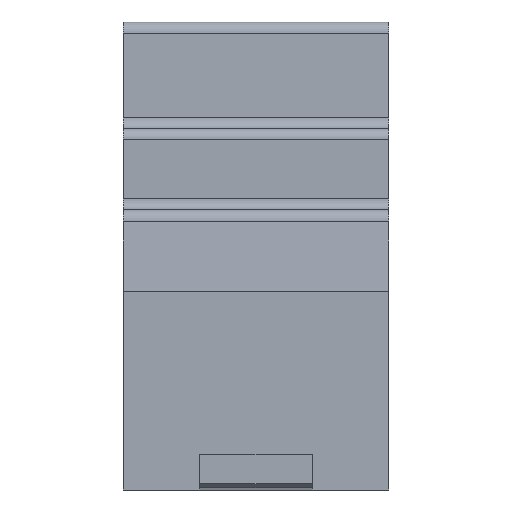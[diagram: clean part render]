
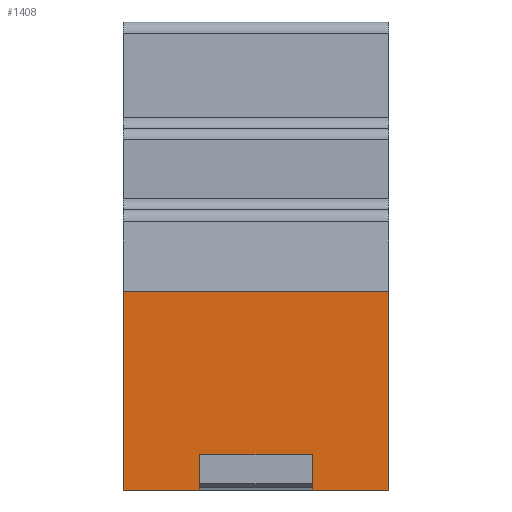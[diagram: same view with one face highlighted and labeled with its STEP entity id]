
A CAD part, front view. The second image highlights one B-rep face of the part: STEP entity #1408.
In plain terms, the highlighted planar face has unit normal (0, -1, 0).
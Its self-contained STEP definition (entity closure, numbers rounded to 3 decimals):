
#759=CARTESIAN_POINT('',(35.8,-45.002,21.697));
#760=VERTEX_POINT('',#759);
#767=CARTESIAN_POINT('',(35.8,-45.002,-5.003));
#768=VERTEX_POINT('',#767);
#769=CARTESIAN_POINT('',(35.8,-45.002,-5.003));
#770=DIRECTION('',(0.0,0.0,1.0));
#771=VECTOR('',#770,26.699);
#772=LINE('',#769,#771);
#773=EDGE_CURVE('',#768,#760,#772,.T.);
#1322=CARTESIAN_POINT('',(25.5,-45.002,-5.003));
#1323=VERTEX_POINT('',#1322);
#1324=CARTESIAN_POINT('',(35.8,-45.002,-5.003));
#1325=DIRECTION('',(-1.0,0.0,0.0));
#1326=VECTOR('',#1325,10.3);
#1327=LINE('',#1324,#1326);
#1328=EDGE_CURVE('',#768,#1323,#1327,.T.);
#1330=CARTESIAN_POINT('',(10.3,-45.002,-5.003));
#1331=VERTEX_POINT('',#1330);
#1338=CARTESIAN_POINT('',(0.,-45.002,-5.003));
#1339=VERTEX_POINT('',#1338);
#1340=CARTESIAN_POINT('',(10.3,-45.002,-5.003));
#1341=DIRECTION('',(-1.0,0.0,0.0));
#1342=VECTOR('',#1341,10.3);
#1343=LINE('',#1340,#1342);
#1344=EDGE_CURVE('',#1331,#1339,#1343,.T.);
#1362=CARTESIAN_POINT('',(35.8,-45.002,21.697));
#1363=DIRECTION('',(0.0,-1.0,0.0));
#1364=DIRECTION('',(1.0,0.0,0.0));
#1365=AXIS2_PLACEMENT_3D('',#1362,#1363,#1364);
#1366=PLANE('',#1365);
#1367=CARTESIAN_POINT('',(25.5,-45.002,-0.253));
#1368=VERTEX_POINT('',#1367);
#1369=CARTESIAN_POINT('',(25.5,-45.002,-0.253));
#1370=DIRECTION('',(0.0,0.0,-1.0));
#1371=VECTOR('',#1370,4.749);
#1372=LINE('',#1369,#1371);
#1373=EDGE_CURVE('',#1368,#1323,#1372,.T.);
#1374=ORIENTED_EDGE('',*,*,#1373,.T.);
#1375=ORIENTED_EDGE('',*,*,#1328,.F.);
#1376=ORIENTED_EDGE('',*,*,#773,.T.);
#1377=CARTESIAN_POINT('',(0.,-45.002,21.697));
#1378=VERTEX_POINT('',#1377);
#1379=CARTESIAN_POINT('',(35.8,-45.002,21.697));
#1380=DIRECTION('',(-1.0,0.0,0.0));
#1381=VECTOR('',#1380,35.8);
#1382=LINE('',#1379,#1381);
#1383=EDGE_CURVE('',#760,#1378,#1382,.T.);
#1384=ORIENTED_EDGE('',*,*,#1383,.T.);
#1385=CARTESIAN_POINT('',(0.,-45.002,21.697));
#1386=DIRECTION('',(0.0,0.0,-1.0));
#1387=VECTOR('',#1386,26.699);
#1388=LINE('',#1385,#1387);
#1389=EDGE_CURVE('',#1378,#1339,#1388,.T.);
#1390=ORIENTED_EDGE('',*,*,#1389,.T.);
#1391=ORIENTED_EDGE('',*,*,#1344,.F.);
#1392=CARTESIAN_POINT('',(10.3,-45.002,-0.253));
#1393=VERTEX_POINT('',#1392);
#1394=CARTESIAN_POINT('',(10.3,-45.002,-5.003));
#1395=DIRECTION('',(0.0,0.0,1.0));
#1396=VECTOR('',#1395,4.749);
#1397=LINE('',#1394,#1396);
#1398=EDGE_CURVE('',#1331,#1393,#1397,.T.);
#1399=ORIENTED_EDGE('',*,*,#1398,.T.);
#1400=CARTESIAN_POINT('',(10.3,-45.002,-0.253));
#1401=DIRECTION('',(1.0,0.0,0.0));
#1402=VECTOR('',#1401,15.2);
#1403=LINE('',#1400,#1402);
#1404=EDGE_CURVE('',#1393,#1368,#1403,.T.);
#1405=ORIENTED_EDGE('',*,*,#1404,.T.);
#1406=EDGE_LOOP('',(#1374,#1375,#1376,#1384,#1390,#1391,#1399,#1405));
#1407=FACE_OUTER_BOUND('',#1406,.T.);
#1408=ADVANCED_FACE('',(#1407),#1366,.T.);
